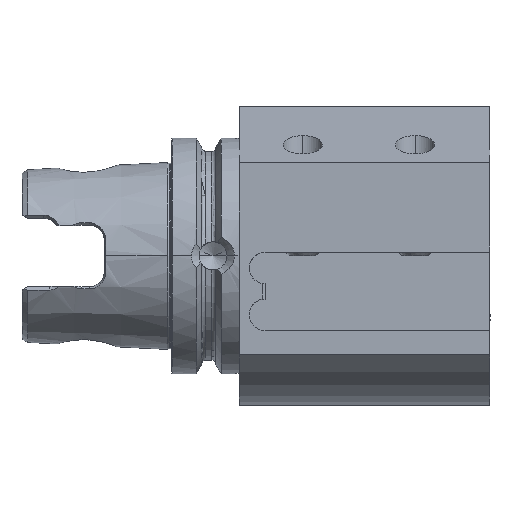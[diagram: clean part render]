
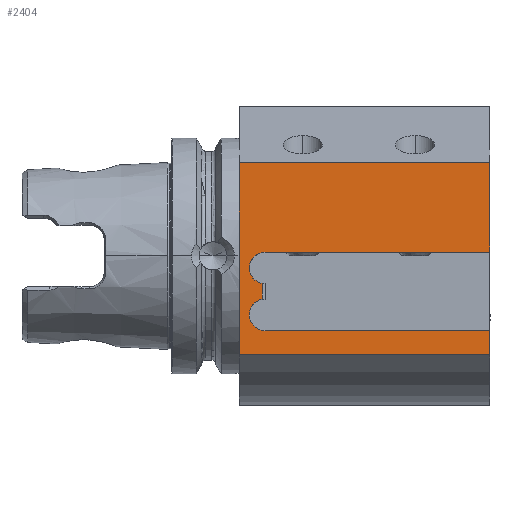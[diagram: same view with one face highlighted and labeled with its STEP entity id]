
A CAD part, top view. The second image highlights one B-rep face of the part: STEP entity #2404.
In plain terms, the highlighted planar face has unit normal (0, 0, 1).
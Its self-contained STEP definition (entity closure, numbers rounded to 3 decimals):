
#168 = CARTESIAN_POINT ( 'NONE',  ( 85., 25., 30. ) ) ;
#257 = DIRECTION ( 'NONE',  ( 0., -1., 0. ) ) ;
#271 = CARTESIAN_POINT ( 'NONE',  ( 85., 25., 30. ) ) ;
#335 = VECTOR ( 'NONE', #7764, 1000. ) ;
#341 = DIRECTION ( 'NONE',  ( 0., 0., 1. ) ) ;
#365 = ORIENTED_EDGE ( 'NONE', *, *, #5942, .F. ) ;
#563 = LINE ( 'NONE', #7920, #335 ) ;
#810 = VECTOR ( 'NONE', #10547, 1000. ) ;
#820 = LINE ( 'NONE', #9749, #1403 ) ;
#1050 = LINE ( 'NONE', #10590, #810 ) ;
#1060 = VECTOR ( 'NONE', #257, 1000. ) ;
#1066 = PLANE ( 'NONE',  #6297 ) ;
#1073 = LINE ( 'NONE', #168, #1060 ) ;
#1146 = CIRCLE ( 'NONE', #5087, 4.25 ) ;
#1396 = CARTESIAN_POINT ( 'NONE',  ( 18., 9.522, 30. ) ) ;
#1403 = VECTOR ( 'NONE', #9311, 1000. ) ;
#1578 = CARTESIAN_POINT ( 'NONE',  ( 24.2, -7.424, 30. ) ) ;
#1649 = DIRECTION ( 'NONE',  ( 0., -1., 0. ) ) ;
#1745 = CARTESIAN_POINT ( 'NONE',  ( 18., 25., 30. ) ) ;
#1816 = ORIENTED_EDGE ( 'NONE', *, *, #3920, .F. ) ;
#1825 = VERTEX_POINT ( 'NONE', #1396 ) ;
#1848 = EDGE_CURVE ( 'NONE', #2876, #6255, #1073, .T. ) ;
#1860 = EDGE_CURVE ( 'NONE', #9530, #6255, #820, .T. ) ;
#1889 = EDGE_CURVE ( 'NONE', #7167, #5435, #1050, .T. ) ;
#2374 = ORIENTED_EDGE ( 'NONE', *, *, #3717, .T. ) ;
#2404 = ADVANCED_FACE ( 'NONE', ( #7858 ), #1066, .T. ) ;
#2422 = EDGE_CURVE ( 'NONE', #10447, #1825, #7038, .T. ) ;
#2635 = ORIENTED_EDGE ( 'NONE', *, *, #3979, .T. ) ;
#2844 = CARTESIAN_POINT ( 'NONE',  ( 18., -9.522, 30. ) ) ;
#2876 = VERTEX_POINT ( 'NONE', #9601 ) ;
#2888 = EDGE_LOOP ( 'NONE', ( #1816, #7060, #7199, #3848, #7597, #6800, #5872, #2635, #2374, #3915, #6640, #365 ) ) ;
#3284 = LINE ( 'NONE', #5794, #3410 ) ;
#3410 = VECTOR ( 'NONE', #1649, 1000. ) ;
#3580 = VERTEX_POINT ( 'NONE', #1578 ) ;
#3717 = EDGE_CURVE ( 'NONE', #8691, #9530, #3284, .T. ) ;
#3743 = CARTESIAN_POINT ( 'NONE',  ( 25., 1., 30. ) ) ;
#3834 = VERTEX_POINT ( 'NONE', #7120 ) ;
#3848 = ORIENTED_EDGE ( 'NONE', *, *, #4766, .F. ) ;
#3915 = ORIENTED_EDGE ( 'NONE', *, *, #1860, .T. ) ;
#3920 = EDGE_CURVE ( 'NONE', #10453, #3834, #1146, .T. ) ;
#3927 = VECTOR ( 'NONE', #4950, 1000. ) ;
#3979 = EDGE_CURVE ( 'NONE', #1825, #8691, #563, .T. ) ;
#4431 = EDGE_CURVE ( 'NONE', #6618, #3580, #7416, .T. ) ;
#4439 = LINE ( 'NONE', #1745, #3927 ) ;
#4766 = EDGE_CURVE ( 'NONE', #5435, #6618, #5441, .T. ) ;
#4950 = DIRECTION ( 'NONE',  ( 1., 0., 0. ) ) ;
#4954 = EDGE_CURVE ( 'NONE', #10447, #7167, #4439, .T. ) ;
#5046 = CARTESIAN_POINT ( 'NONE',  ( 85., 1., 30. ) ) ;
#5087 = AXIS2_PLACEMENT_3D ( 'NONE', #6472, #6506, #6616 ) ;
#5113 = CARTESIAN_POINT ( 'NONE',  ( 24.2, -11.576, 30. ) ) ;
#5165 = DIRECTION ( 'NONE',  ( -1., 0., 0. ) ) ;
#5181 = VECTOR ( 'NONE', #5165, 1000. ) ;
#5213 = CARTESIAN_POINT ( 'NONE',  ( 85., -26.458, 30. ) ) ;
#5270 = CARTESIAN_POINT ( 'NONE',  ( 18., 25., 30. ) ) ;
#5435 = VERTEX_POINT ( 'NONE', #9554 ) ;
#5441 = LINE ( 'NONE', #5046, #5181 ) ;
#5794 = CARTESIAN_POINT ( 'NONE',  ( 18., 31.475, 30. ) ) ;
#5863 = EDGE_CURVE ( 'NONE', #10453, #3580, #10782, .T. ) ;
#5872 = ORIENTED_EDGE ( 'NONE', *, *, #2422, .T. ) ;
#5942 = EDGE_CURVE ( 'NONE', #3834, #2876, #10384, .T. ) ;
#6080 = CARTESIAN_POINT ( 'NONE',  ( 18., 25., 30. ) ) ;
#6212 = DIRECTION ( 'NONE',  ( 1., 0., 0. ) ) ;
#6232 = CARTESIAN_POINT ( 'NONE',  ( 25., -20., 30. ) ) ;
#6255 = VERTEX_POINT ( 'NONE', #5213 ) ;
#6297 = AXIS2_PLACEMENT_3D ( 'NONE', #6080, #341, #7792 ) ;
#6472 = CARTESIAN_POINT ( 'NONE',  ( 25., -15.75, 30. ) ) ;
#6506 = DIRECTION ( 'NONE',  ( 0., 0., 1. ) ) ;
#6616 = DIRECTION ( 'NONE',  ( 1., 0., 0. ) ) ;
#6618 = VERTEX_POINT ( 'NONE', #3743 ) ;
#6640 = ORIENTED_EDGE ( 'NONE', *, *, #1848, .F. ) ;
#6716 = DIRECTION ( 'NONE',  ( 0., 1., 0. ) ) ;
#6755 = CARTESIAN_POINT ( 'NONE',  ( 24.2, -7.5, 30. ) ) ;
#6800 = ORIENTED_EDGE ( 'NONE', *, *, #4954, .F. ) ;
#6817 = AXIS2_PLACEMENT_3D ( 'NONE', #10576, #10563, #8683 ) ;
#7038 = LINE ( 'NONE', #10316, #7159 ) ;
#7060 = ORIENTED_EDGE ( 'NONE', *, *, #5863, .T. ) ;
#7120 = CARTESIAN_POINT ( 'NONE',  ( 25., -20., 30. ) ) ;
#7159 = VECTOR ( 'NONE', #10344, 1000. ) ;
#7167 = VERTEX_POINT ( 'NONE', #271 ) ;
#7199 = ORIENTED_EDGE ( 'NONE', *, *, #4431, .F. ) ;
#7416 = CIRCLE ( 'NONE', #6817, 4.25 ) ;
#7597 = ORIENTED_EDGE ( 'NONE', *, *, #1889, .F. ) ;
#7764 = DIRECTION ( 'NONE',  ( 0., -1., 0. ) ) ;
#7792 = DIRECTION ( 'NONE',  ( 0., -1., 0. ) ) ;
#7858 = FACE_OUTER_BOUND ( 'NONE', #2888, .T. ) ;
#7920 = CARTESIAN_POINT ( 'NONE',  ( 18., 25., 30. ) ) ;
#8683 = DIRECTION ( 'NONE',  ( 1., 0., 0. ) ) ;
#8691 = VERTEX_POINT ( 'NONE', #2844 ) ;
#9058 = CARTESIAN_POINT ( 'NONE',  ( 18., -26.458, 30. ) ) ;
#9311 = DIRECTION ( 'NONE',  ( 1., 0., 0. ) ) ;
#9530 = VERTEX_POINT ( 'NONE', #9058 ) ;
#9554 = CARTESIAN_POINT ( 'NONE',  ( 85., 1., 30. ) ) ;
#9601 = CARTESIAN_POINT ( 'NONE',  ( 85., -20., 30. ) ) ;
#9749 = CARTESIAN_POINT ( 'NONE',  ( -65.491, -26.458, 30. ) ) ;
#10112 = VECTOR ( 'NONE', #6212, 1000. ) ;
#10316 = CARTESIAN_POINT ( 'NONE',  ( 18., 25., 30. ) ) ;
#10344 = DIRECTION ( 'NONE',  ( 0., -1., 0. ) ) ;
#10384 = LINE ( 'NONE', #6232, #10112 ) ;
#10447 = VERTEX_POINT ( 'NONE', #5270 ) ;
#10453 = VERTEX_POINT ( 'NONE', #5113 ) ;
#10513 = VECTOR ( 'NONE', #6716, 1000. ) ;
#10547 = DIRECTION ( 'NONE',  ( 0., -1., 0. ) ) ;
#10563 = DIRECTION ( 'NONE',  ( 0., 0., 1. ) ) ;
#10576 = CARTESIAN_POINT ( 'NONE',  ( 25., -3.25, 30. ) ) ;
#10590 = CARTESIAN_POINT ( 'NONE',  ( 85., 25., 30. ) ) ;
#10782 = LINE ( 'NONE', #6755, #10513 ) ;
